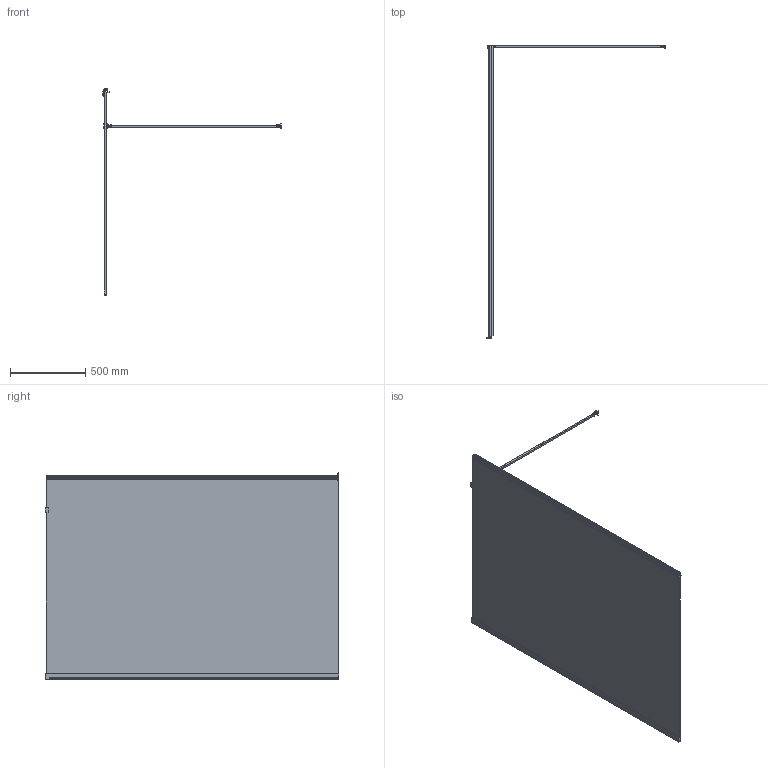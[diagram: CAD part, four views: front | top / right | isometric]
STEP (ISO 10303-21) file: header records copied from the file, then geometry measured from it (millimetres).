
FILE_DESCRIPTION (( 'STEP AP214' ), '1' );
FILE_NAME ('aqr14-1375x1950.STEP', '2020-04-17T09:21:46', ( '' ), ( '' ), 'SwSTEP 2.0', 'SolidWorks 2016', '' );
FILE_SCHEMA (( 'AUTOMOTIVE_DESIGN' ));
Length unit declared in the file: millimetre
Products named in the file (1): aqr14-1375x1950
Bounding box: 1187.57 x 1955.35 x 1375.08 mm (x, y, z)
Volume: 22145067.9 mm3; surface area: 5854816.3 mm2
Topology: 1 solids, 3 shells, 653 faces, 1753 edges, 1108 vertices
Faces by surface type: plane 261, cylinder 233, bspline 148, cone 11
Entity records: 46053 total; most frequent: CARTESIAN_POINT 26931, ORIENTED_EDGE 3496, DIRECTION 2702, EDGE_CURVE 1748, VERTEX_POINT 1108, AXIS2_PLACEMENT_3D 930, LINE 842, VECTOR 842
